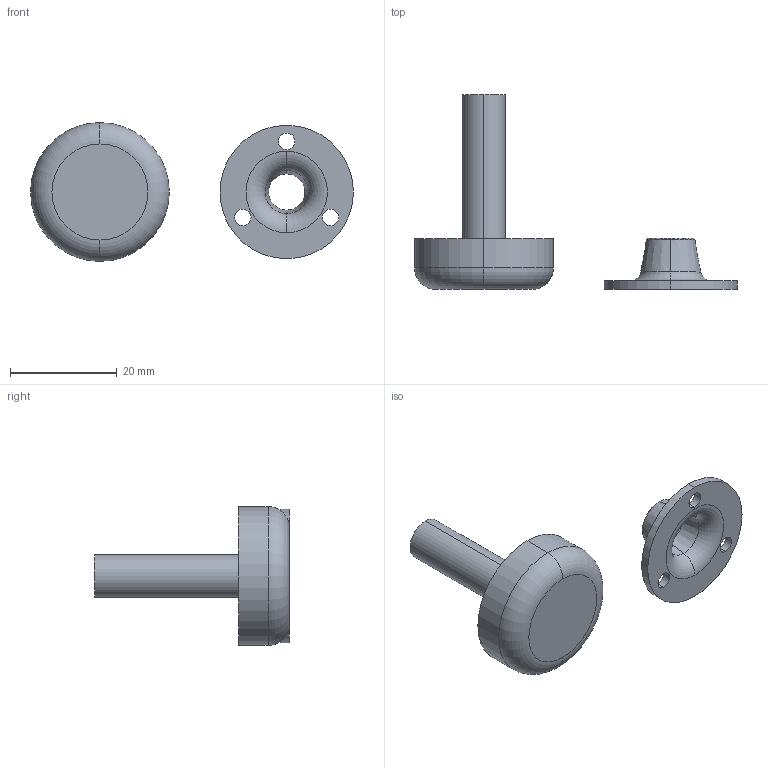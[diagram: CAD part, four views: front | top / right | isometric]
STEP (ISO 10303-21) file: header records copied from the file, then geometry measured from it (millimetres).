
FILE_DESCRIPTION (( 'STEP AP203' ), '1' );
FILE_NAME ('KC-27-1.STEP', '2019-10-01T00:28:03', ( '' ), ( '' ), 'SwSTEP 2.0', 'SolidWorks 2014', '' );
FILE_SCHEMA (( 'CONFIG_CONTROL_DESIGN' ));
Length unit declared in the file: millimetre
Products named in the file (3): KC-27-1; KC-27-1本体_; KC-27-1受座_
Assembly tree (2 placements, depth 2):
  KC-27-1
    KC-27-1本体_
    KC-27-1受座_
Bounding box: 60.5 x 36.5 x 26 mm (x, y, z)
Volume: 7096.5 mm3; surface area: 3780.3 mm2
Topology: 2 solids, 2 shells, 32 faces, 68 edges, 42 vertices
Faces by surface type: cylinder 14, torus 6, plane 6, cone 6
Entity records: 1201 total; most frequent: DIRECTION 190, CARTESIAN_POINT 147, ORIENTED_EDGE 136, AXIS2_PLACEMENT_3D 85, EDGE_CURVE 68, CIRCLE 48, VERTEX_POINT 42, EDGE_LOOP 42
